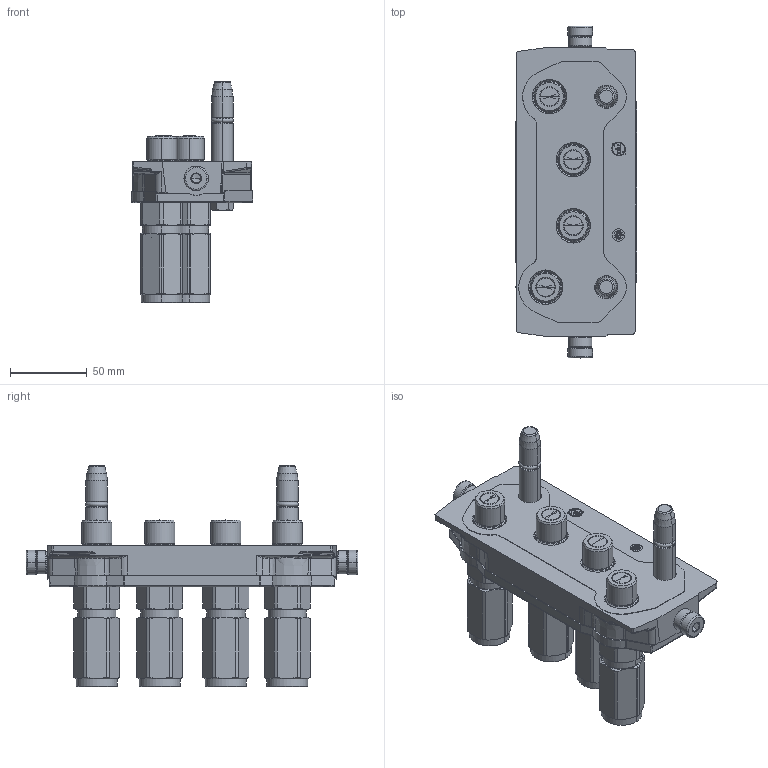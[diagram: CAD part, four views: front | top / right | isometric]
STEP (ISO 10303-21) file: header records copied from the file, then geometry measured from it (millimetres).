
FILE_DESCRIPTION (( 'STEP AP214' ), '1' );
FILE_NAME ('FASTER.step', '2021-02-03T13:45:25', ( '' ), ( '' ), 'SwSTEP 2.0', 'SolidWorks 2017', '' );
FILE_SCHEMA (( 'AUTOMOTIVE_DESIGN' ));
Length unit declared in the file: millimetre
Products named in the file (12): or2_62x9_19_m; 4830_013_3000_020; et002; 4800_315_0002_000; 3ffnp38-12s_m; 4830_021_0000_000; PS06_M_BASE; FASTER; 4830_028_1000_002; 4832_010_0001_000; 1540_080_0008_000
Assembly tree (19 placements, depth 3):
  FASTER
    PS06_M_BASE
      4832_010_0001_000
      1540_080_0008_000  x2
      4830_013_3000_020  x2
      4830_028_1000_002  x2
      4830_021_0000_000  x2
      4800_315_0002_000
      or2_62x9_19_m  x2
    3ffnp38-12s_m  x4
      3ffnp38-12s_m
    et002
Bounding box: 79.23 x 216 x 143.8 mm (x, y, z)
Volume: 12527.4 mm3; surface area: 165209.7 mm2
Topology: 6 solids, 53 shells, 4364 faces, 11694 edges, 7455 vertices
Faces by surface type: plane 2336, cylinder 787, bspline 591, cone 398, torus 210, sphere 42
Entity records: 160926 total; most frequent: CARTESIAN_POINT 70994, ORIENTED_EDGE 19307, DIRECTION 15682, EDGE_CURVE 9770, VECTOR 6378, LINE 6378, VERTEX_POINT 6181, AXIS2_PLACEMENT_3D 4652
